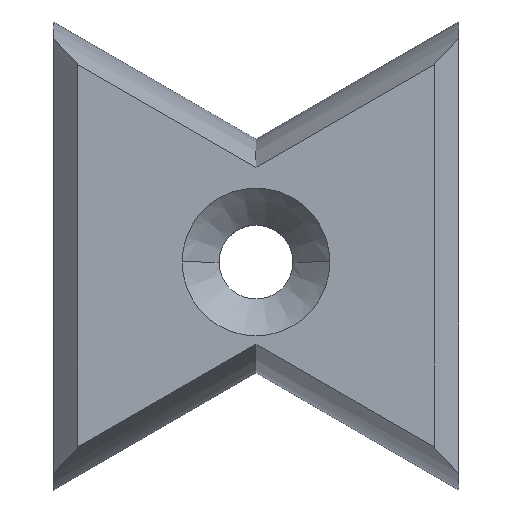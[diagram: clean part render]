
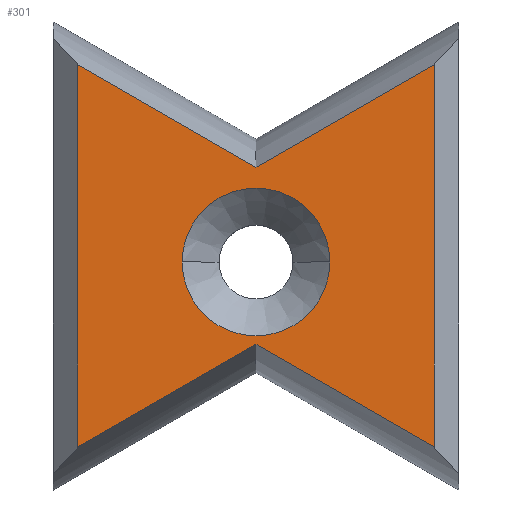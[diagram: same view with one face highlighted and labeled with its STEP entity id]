
A CAD part, top view. The second image highlights one B-rep face of the part: STEP entity #301.
In plain terms, the highlighted planar face has unit normal (0, 0, 1).
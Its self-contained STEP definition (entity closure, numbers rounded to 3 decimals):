
#11 = ORIENTED_EDGE ( 'NONE', *, *, #351, .T. ) ;
#18 = DIRECTION ( 'NONE',  ( 0.866, 0.5, 0. ) ) ;
#26 = ORIENTED_EDGE ( 'NONE', *, *, #754, .T. ) ;
#28 = CARTESIAN_POINT ( 'NONE',  ( 3., 0., 5.5 ) ) ;
#30 = VERTEX_POINT ( 'NONE', #575 ) ;
#39 = VECTOR ( 'NONE', #465, 1000. ) ;
#83 = CARTESIAN_POINT ( 'NONE',  ( 0., 0., 5.5 ) ) ;
#84 = ORIENTED_EDGE ( 'NONE', *, *, #435, .T. ) ;
#89 = DIRECTION ( 'NONE',  ( 0., 0., -1. ) ) ;
#95 = ORIENTED_EDGE ( 'NONE', *, *, #165, .T. ) ;
#109 = CARTESIAN_POINT ( 'NONE',  ( -1.665, 2.884, 5.5 ) ) ;
#110 = ORIENTED_EDGE ( 'NONE', *, *, #296, .T. ) ;
#114 = DIRECTION ( 'NONE',  ( 0., -1., 0. ) ) ;
#121 = EDGE_CURVE ( 'NONE', #30, #657, #579, .T. ) ;
#124 = CARTESIAN_POINT ( 'NONE',  ( -7.227, -7.518, 5.5 ) ) ;
#132 = CARTESIAN_POINT ( 'NONE',  ( 1.665, 2.884, 5.5 ) ) ;
#133 = DIRECTION ( 'NONE',  ( 0., 0., -1. ) ) ;
#148 = VERTEX_POINT ( 'NONE', #544 ) ;
#157 = VERTEX_POINT ( 'NONE', #236 ) ;
#165 = EDGE_CURVE ( 'NONE', #157, #226, #362, .T. ) ;
#180 = CARTESIAN_POINT ( 'NONE',  ( 0., 3.845, 5.5 ) ) ;
#186 = CARTESIAN_POINT ( 'NONE',  ( 0., 0., 5.5 ) ) ;
#214 = VERTEX_POINT ( 'NONE', #180 ) ;
#226 = VERTEX_POINT ( 'NONE', #711 ) ;
#229 = DIRECTION ( 'NONE',  ( -0.866, -0.5, 0. ) ) ;
#236 = CARTESIAN_POINT ( 'NONE',  ( 0., -3.345, 5.5 ) ) ;
#241 = ORIENTED_EDGE ( 'NONE', *, *, #272, .T. ) ;
#249 = AXIS2_PLACEMENT_3D ( 'NONE', #488, #89, #610 ) ;
#250 = PLANE ( 'NONE',  #249 ) ;
#272 = EDGE_CURVE ( 'NONE', #673, #321, #527, .T. ) ;
#294 = ORIENTED_EDGE ( 'NONE', *, *, #645, .T. ) ;
#296 = EDGE_CURVE ( 'NONE', #657, #157, #662, .T. ) ;
#301 = ADVANCED_FACE ( 'NONE', ( #327, #625 ), #250, .F. ) ;
#311 = CARTESIAN_POINT ( 'NONE',  ( 1.449, -2.509, 5.5 ) ) ;
#321 = VERTEX_POINT ( 'NONE', #28 ) ;
#326 = CIRCLE ( 'NONE', #501, 3. ) ;
#327 = FACE_OUTER_BOUND ( 'NONE', #591, .T. ) ;
#351 = EDGE_CURVE ( 'NONE', #321, #673, #326, .T. ) ;
#353 = DIRECTION ( 'NONE',  ( -1., 0., 0. ) ) ;
#362 = LINE ( 'NONE', #606, #450 ) ;
#407 = CARTESIAN_POINT ( 'NONE',  ( 7.227, 0., 5.5 ) ) ;
#435 = EDGE_CURVE ( 'NONE', #148, #214, #516, .T. ) ;
#440 = VECTOR ( 'NONE', #114, 1000. ) ;
#441 = LINE ( 'NONE', #132, #651 ) ;
#449 = EDGE_LOOP ( 'NONE', ( #11, #241 ) ) ;
#450 = VECTOR ( 'NONE', #537, 1000. ) ;
#460 = AXIS2_PLACEMENT_3D ( 'NONE', #186, #647, #353 ) ;
#465 = DIRECTION ( 'NONE',  ( 0., 1., 0. ) ) ;
#468 = CARTESIAN_POINT ( 'NONE',  ( -3., 0., 5.5 ) ) ;
#488 = CARTESIAN_POINT ( 'NONE',  ( 0., 0., 5.5 ) ) ;
#501 = AXIS2_PLACEMENT_3D ( 'NONE', #83, #133, #557 ) ;
#516 = LINE ( 'NONE', #109, #624 ) ;
#527 = CIRCLE ( 'NONE', #460, 3. ) ;
#532 = CARTESIAN_POINT ( 'NONE',  ( -7.227, 0., 5.5 ) ) ;
#535 = ORIENTED_EDGE ( 'NONE', *, *, #121, .T. ) ;
#537 = DIRECTION ( 'NONE',  ( 0.866, -0.5, 0. ) ) ;
#544 = CARTESIAN_POINT ( 'NONE',  ( 7.227, 8.018, 5.5 ) ) ;
#557 = DIRECTION ( 'NONE',  ( -1., 0., 0. ) ) ;
#575 = CARTESIAN_POINT ( 'NONE',  ( -7.227, 8.018, 5.5 ) ) ;
#579 = LINE ( 'NONE', #532, #440 ) ;
#591 = EDGE_LOOP ( 'NONE', ( #26, #535, #110, #95, #294, #84 ) ) ;
#606 = CARTESIAN_POINT ( 'NONE',  ( -1.449, -2.509, 5.5 ) ) ;
#610 = DIRECTION ( 'NONE',  ( -1., 0., 0. ) ) ;
#624 = VECTOR ( 'NONE', #229, 1000. ) ;
#625 = FACE_BOUND ( 'NONE', #449, .T. ) ;
#645 = EDGE_CURVE ( 'NONE', #226, #148, #650, .T. ) ;
#647 = DIRECTION ( 'NONE',  ( 0., 0., -1. ) ) ;
#650 = LINE ( 'NONE', #407, #39 ) ;
#651 = VECTOR ( 'NONE', #710, 1000. ) ;
#657 = VERTEX_POINT ( 'NONE', #124 ) ;
#662 = LINE ( 'NONE', #311, #703 ) ;
#673 = VERTEX_POINT ( 'NONE', #468 ) ;
#703 = VECTOR ( 'NONE', #18, 1000. ) ;
#710 = DIRECTION ( 'NONE',  ( -0.866, 0.5, 0. ) ) ;
#711 = CARTESIAN_POINT ( 'NONE',  ( 7.227, -7.518, 5.5 ) ) ;
#754 = EDGE_CURVE ( 'NONE', #214, #30, #441, .T. ) ;
